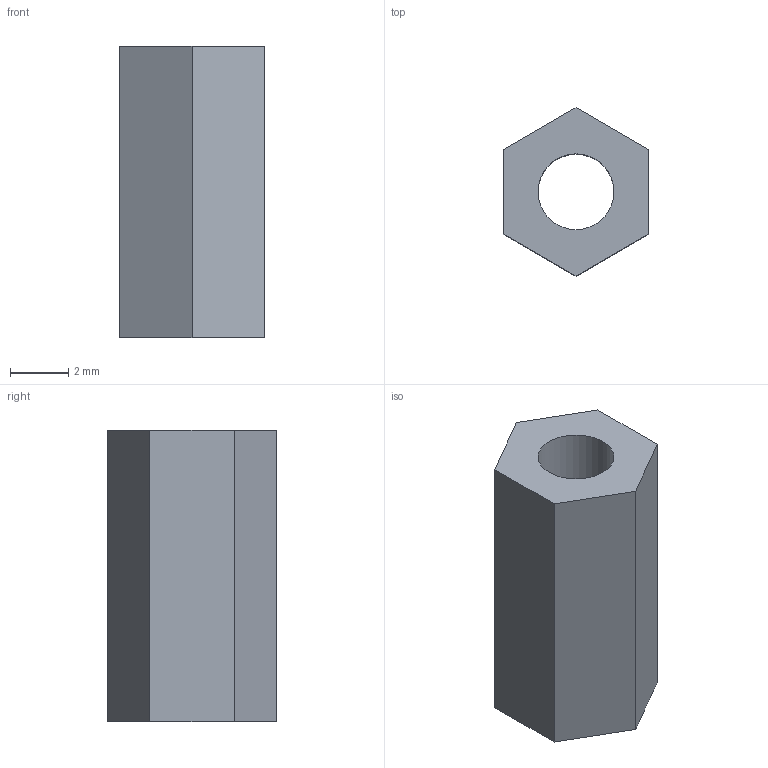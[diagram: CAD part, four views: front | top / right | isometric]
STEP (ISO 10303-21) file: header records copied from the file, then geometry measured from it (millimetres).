
FILE_DESCRIPTION(('HOOPS Exchange Step'),'2;1');
FILE_NAME('export-4EEB7390-58A4-4E50-A1EC-D8AB8D1D92EF.stp','2022-10-02T00:44:40-07:00',('Daxxn'),('Alibre'),'HOOPS Exchange 2022.0','Alibre','Unknown authorisation');
FILE_SCHEMA( ('AP242_MANAGED_MODEL_BASED_3D_ENGINEERING_MIM_LF {1 0 10303 442 1 1 4 }') );
Length unit declared in the file: centimetre
Products named in the file (1): Standoff-Alum-M3-10
Bounding box: 5 x 5.77 x 10 mm (x, y, z)
Volume: 163.4 mm3; surface area: 287.6 mm2
Topology: 1 solids, 1 shells, 9 faces, 21 edges, 14 vertices
Faces by surface type: plane 8, cylinder 1
Full cylindrical faces by diameter (mm): 2.6 x1
Entity records: 291 total; most frequent: CARTESIAN_POINT 46, DIRECTION 45, ORIENTED_EDGE 42, EDGE_CURVE 21, VECTOR 19, LINE 19, VERTEX_POINT 14, AXIS2_PLACEMENT_3D 13
